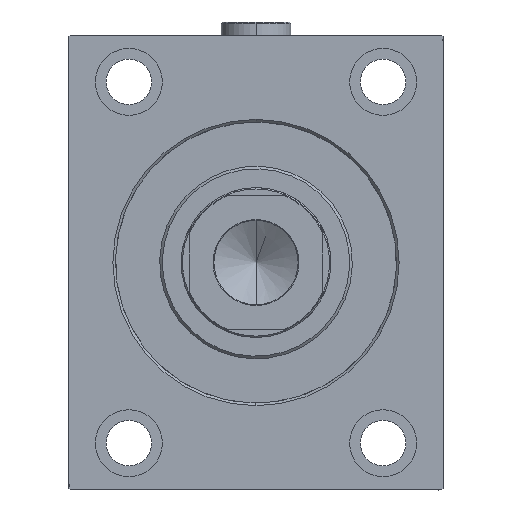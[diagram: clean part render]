
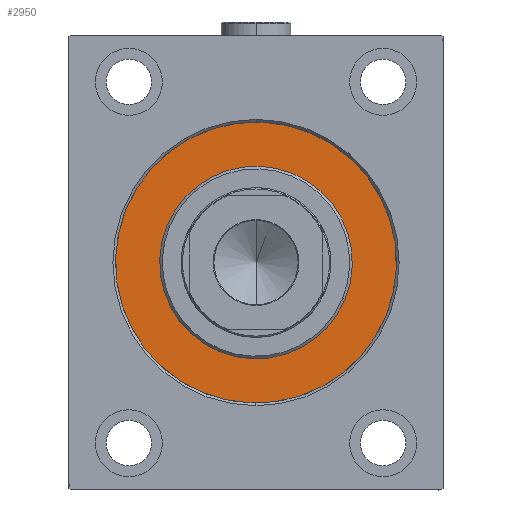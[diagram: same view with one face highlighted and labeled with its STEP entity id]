
A CAD part, left-side view. The second image highlights one B-rep face of the part: STEP entity #2950.
In plain terms, the highlighted face is planar.
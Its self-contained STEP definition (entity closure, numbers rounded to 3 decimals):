
#1965 = AXIS2_PLACEMENT_3D ( 'NONE', #16205, #29867, #29421 ) ;
#2556 = DIRECTION ( 'NONE',  ( 0., 0., -1. ) ) ;
#2828 = AXIS2_PLACEMENT_3D ( 'NONE', #41706, #24832, #38958 ) ;
#2950 = ADVANCED_FACE ( 'NONE', ( #7078, #4552 ), #38729, .F. ) ;
#2983 = CARTESIAN_POINT ( 'NONE',  ( 0., 0., -36. ) ) ;
#4227 = EDGE_CURVE ( 'NONE', #16821, #35733, #29779, .T. ) ;
#4552 = FACE_OUTER_BOUND ( 'NONE', #43726, .T. ) ;
#5001 = CARTESIAN_POINT ( 'NONE',  ( 0., 0., 36. ) ) ;
#5364 = ORIENTED_EDGE ( 'NONE', *, *, #14591, .F. ) ;
#7078 = FACE_BOUND ( 'NONE', #44722, .T. ) ;
#11869 = ORIENTED_EDGE ( 'NONE', *, *, #4227, .F. ) ;
#12345 = CARTESIAN_POINT ( 'NONE',  ( 0., 0., 0. ) ) ;
#13796 = AXIS2_PLACEMENT_3D ( 'NONE', #16030, #26273, #33339 ) ;
#14591 = EDGE_CURVE ( 'NONE', #43418, #29378, #17389, .T. ) ;
#14994 = CARTESIAN_POINT ( 'NONE',  ( 0., 0., 0. ) ) ;
#15049 = CIRCLE ( 'NONE', #1965, 52.5 ) ;
#16030 = CARTESIAN_POINT ( 'NONE',  ( 0., 0., 0. ) ) ;
#16205 = CARTESIAN_POINT ( 'NONE',  ( 0., 0., 0. ) ) ;
#16821 = VERTEX_POINT ( 'NONE', #35645 ) ;
#17389 = CIRCLE ( 'NONE', #40652, 36. ) ;
#20331 = ORIENTED_EDGE ( 'NONE', *, *, #38286, .F. ) ;
#22359 = ORIENTED_EDGE ( 'NONE', *, *, #35048, .F. ) ;
#24832 = DIRECTION ( 'NONE',  ( -1., 0., 0. ) ) ;
#26242 = DIRECTION ( 'NONE',  ( 1., 0., 0. ) ) ;
#26273 = DIRECTION ( 'NONE',  ( -1., 0., 0. ) ) ;
#29378 = VERTEX_POINT ( 'NONE', #5001 ) ;
#29421 = DIRECTION ( 'NONE',  ( 0., 0., 1. ) ) ;
#29779 = CIRCLE ( 'NONE', #13796, 52.5 ) ;
#29867 = DIRECTION ( 'NONE',  ( -1., 0., 0. ) ) ;
#33339 = DIRECTION ( 'NONE',  ( 0., 0., 1. ) ) ;
#35048 = EDGE_CURVE ( 'NONE', #29378, #43418, #38911, .T. ) ;
#35645 = CARTESIAN_POINT ( 'NONE',  ( 0., 0., -52.5 ) ) ;
#35733 = VERTEX_POINT ( 'NONE', #37541 ) ;
#36383 = DIRECTION ( 'NONE',  ( 0., 0., -1. ) ) ;
#37541 = CARTESIAN_POINT ( 'NONE',  ( 0., 0., 52.5 ) ) ;
#38286 = EDGE_CURVE ( 'NONE', #35733, #16821, #15049, .T. ) ;
#38729 = PLANE ( 'NONE',  #2828 ) ;
#38911 = CIRCLE ( 'NONE', #41093, 36. ) ;
#38958 = DIRECTION ( 'NONE',  ( 0., 0., 1. ) ) ;
#40652 = AXIS2_PLACEMENT_3D ( 'NONE', #14994, #42767, #36383 ) ;
#41093 = AXIS2_PLACEMENT_3D ( 'NONE', #12345, #26242, #2556 ) ;
#41706 = CARTESIAN_POINT ( 'NONE',  ( 0., 0., 0. ) ) ;
#42767 = DIRECTION ( 'NONE',  ( 1., 0., 0. ) ) ;
#43418 = VERTEX_POINT ( 'NONE', #2983 ) ;
#43726 = EDGE_LOOP ( 'NONE', ( #11869, #20331 ) ) ;
#44722 = EDGE_LOOP ( 'NONE', ( #22359, #5364 ) ) ;
